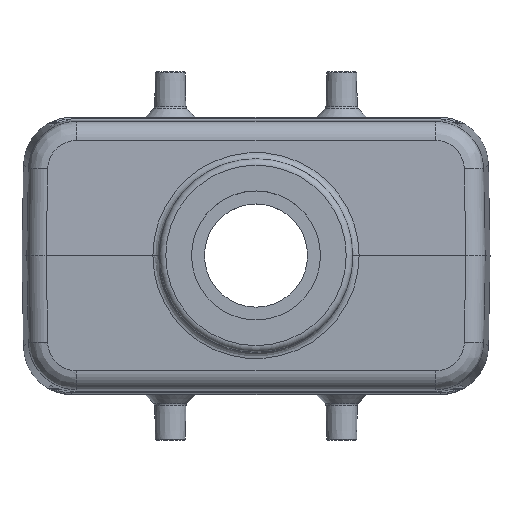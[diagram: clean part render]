
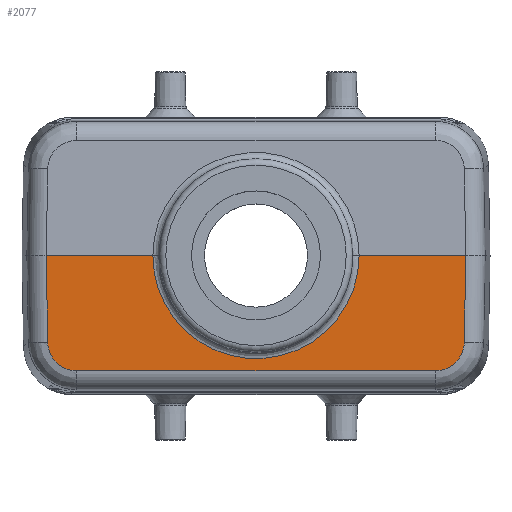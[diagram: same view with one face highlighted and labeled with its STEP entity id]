
A CAD part, top view. The second image highlights one B-rep face of the part: STEP entity #2077.
In plain terms, the highlighted planar face has unit normal (0, -0.018, 1).
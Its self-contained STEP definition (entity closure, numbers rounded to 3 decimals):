
#818=ELLIPSE('',#5886,16.002,16.);
#819=ELLIPSE('',#5887,4.505,4.5);
#820=ELLIPSE('',#5888,4.505,4.5);
#919=FACE_OUTER_BOUND('',#2640,.T.);
#1332=LINE('',#8244,#1729);
#1333=LINE('',#8249,#1730);
#1383=LINE('',#8816,#1780);
#1384=LINE('',#8820,#1781);
#1385=LINE('',#8824,#1782);
#1729=VECTOR('',#6405,1.);
#1730=VECTOR('',#6408,1.);
#1780=VECTOR('',#6640,1.);
#1781=VECTOR('',#6643,1.);
#1782=VECTOR('',#6646,1.);
#2077=ADVANCED_FACE('',(#919),#2337,.F.);
#2337=PLANE('',#5889);
#2640=EDGE_LOOP('',(#3306,#3307,#3308,#3309,#3310,#3311,#3312,#3313));
#3306=ORIENTED_EDGE('',*,*,#4927,.T.);
#3307=ORIENTED_EDGE('',*,*,#5047,.T.);
#3308=ORIENTED_EDGE('',*,*,#4925,.T.);
#3309=ORIENTED_EDGE('',*,*,#5048,.F.);
#3310=ORIENTED_EDGE('',*,*,#5049,.F.);
#3311=ORIENTED_EDGE('',*,*,#5050,.T.);
#3312=ORIENTED_EDGE('',*,*,#5051,.T.);
#3313=ORIENTED_EDGE('',*,*,#5052,.T.);
#4458=VERTEX_POINT('',#8245);
#4459=VERTEX_POINT('',#8246);
#4460=VERTEX_POINT('',#8248);
#4461=VERTEX_POINT('',#8250);
#4535=VERTEX_POINT('',#8817);
#4536=VERTEX_POINT('',#8819);
#4537=VERTEX_POINT('',#8821);
#4538=VERTEX_POINT('',#8823);
#4925=EDGE_CURVE('',#4458,#4459,#1332,.T.);
#4927=EDGE_CURVE('',#4461,#4460,#1333,.T.);
#5047=EDGE_CURVE('',#4460,#4458,#818,.T.);
#5048=EDGE_CURVE('',#4535,#4459,#1383,.T.);
#5049=EDGE_CURVE('',#4536,#4535,#819,.T.);
#5050=EDGE_CURVE('',#4536,#4537,#1384,.T.);
#5051=EDGE_CURVE('',#4537,#4538,#820,.T.);
#5052=EDGE_CURVE('',#4538,#4461,#1385,.T.);
#5886=AXIS2_PLACEMENT_3D('',#8815,#6638,#6639);
#5887=AXIS2_PLACEMENT_3D('',#8818,#6641,#6642);
#5888=AXIS2_PLACEMENT_3D('',#8822,#6644,#6645);
#5889=AXIS2_PLACEMENT_3D('',#8825,#6647,#6648);
#6405=DIRECTION('',(-1.,0.,0.));
#6408=DIRECTION('',(-1.,0.,0.));
#6638=DIRECTION('',(0.,0.017,-1.));
#6639=DIRECTION('',(0.,-1.,-0.017));
#6640=DIRECTION('',(-0.017,1.,0.017));
#6641=DIRECTION('',(0.,0.017,-1.));
#6642=DIRECTION('',(-0.531,-0.847,-0.015));
#6643=DIRECTION('',(1.,0.,0.));
#6644=DIRECTION('',(0.,-0.017,1.));
#6645=DIRECTION('',(0.531,-0.847,-0.015));
#6646=DIRECTION('',(0.017,1.,0.017));
#6647=DIRECTION('',(0.,0.017,-1.));
#6648=DIRECTION('',(0.,1.,0.017));
#8244=CARTESIAN_POINT('',(-36.3,0.,35.85));
#8245=CARTESIAN_POINT('',(-16.,0.,35.85));
#8246=CARTESIAN_POINT('',(-32.54,0.,35.85));
#8248=CARTESIAN_POINT('',(16.,0.,35.85));
#8249=CARTESIAN_POINT('',(-36.3,0.,35.85));
#8250=CARTESIAN_POINT('',(32.54,0.,35.85));
#8815=CARTESIAN_POINT('',(0.,0.017,35.85));
#8816=CARTESIAN_POINT('',(-32.541,0.05,35.851));
#8817=CARTESIAN_POINT('',(-32.311,-13.45,35.615));
#8818=CARTESIAN_POINT('',(-27.81,-13.368,35.617));
#8819=CARTESIAN_POINT('',(-27.815,-17.871,35.538));
#8820=CARTESIAN_POINT('',(-36.3,-17.871,35.538));
#8821=CARTESIAN_POINT('',(27.815,-17.871,35.538));
#8822=CARTESIAN_POINT('',(27.81,-13.368,35.617));
#8823=CARTESIAN_POINT('',(32.311,-13.45,35.615));
#8824=CARTESIAN_POINT('',(32.541,0.05,35.851));
#8825=CARTESIAN_POINT('',(-36.3,0.,35.85));
